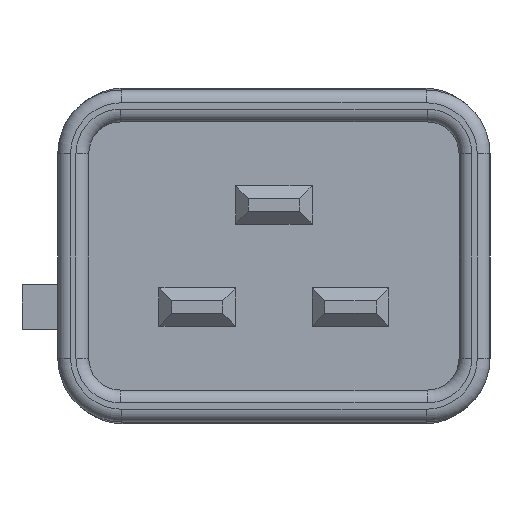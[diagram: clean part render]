
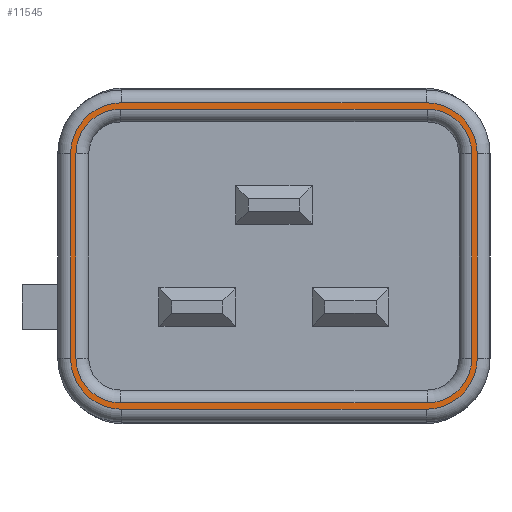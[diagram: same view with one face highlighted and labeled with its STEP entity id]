
A CAD part, left-side view. The second image highlights one B-rep face of the part: STEP entity #11545.
In plain terms, the highlighted planar face has unit normal (-1, 0, 0).
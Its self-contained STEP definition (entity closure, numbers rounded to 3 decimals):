
#6 = DIRECTION ( 'NONE',  ( 1., 0., 0. ) ) ;
#150 = AXIS2_PLACEMENT_3D ( 'NONE', #17305, #11716, #15980 ) ;
#235 = VERTEX_POINT ( 'NONE', #12901 ) ;
#249 = CIRCLE ( 'NONE', #5632, 4. ) ;
#350 = VECTOR ( 'NONE', #1242, 1000. ) ;
#498 = DIRECTION ( 'NONE',  ( 0., 1., 0. ) ) ;
#536 = CARTESIAN_POINT ( 'NONE',  ( 0., -11.5, 12. ) ) ;
#581 = CARTESIAN_POINT ( 'NONE',  ( 0., 8., -15.5 ) ) ;
#598 = LINE ( 'NONE', #6018, #5973 ) ;
#660 = EDGE_LOOP ( 'NONE', ( #10188, #17122, #4197, #6144, #15234, #10635, #3442, #16070 ) ) ;
#1064 = DIRECTION ( 'NONE',  ( 0., 0., -1. ) ) ;
#1098 = DIRECTION ( 'NONE',  ( 0., -1., 0. ) ) ;
#1194 = AXIS2_PLACEMENT_3D ( 'NONE', #1423, #6, #1064 ) ;
#1242 = DIRECTION ( 'NONE',  ( 0., 0., -1. ) ) ;
#1383 = EDGE_CURVE ( 'NONE', #2908, #5593, #2508, .T. ) ;
#1423 = CARTESIAN_POINT ( 'NONE',  ( 0., -8., -12. ) ) ;
#1433 = FACE_BOUND ( 'NONE', #660, .T. ) ;
#1520 = PLANE ( 'NONE',  #13630 ) ;
#1617 = AXIS2_PLACEMENT_3D ( 'NONE', #15119, #13867, #1714 ) ;
#1714 = DIRECTION ( 'NONE',  ( 0., 0., -1. ) ) ;
#1946 = VERTEX_POINT ( 'NONE', #13566 ) ;
#2115 = CIRCLE ( 'NONE', #5829, 4. ) ;
#2170 = DIRECTION ( 'NONE',  ( 0., 0., -1. ) ) ;
#2340 = VERTEX_POINT ( 'NONE', #12310 ) ;
#2344 = CARTESIAN_POINT ( 'NONE',  ( 0., 0., 0. ) ) ;
#2467 = CIRCLE ( 'NONE', #1617, 3.5 ) ;
#2508 = LINE ( 'NONE', #7915, #5648 ) ;
#2599 = CARTESIAN_POINT ( 'NONE',  ( 0., -8., 12. ) ) ;
#2671 = VERTEX_POINT ( 'NONE', #13344 ) ;
#2908 = VERTEX_POINT ( 'NONE', #6262 ) ;
#3034 = CIRCLE ( 'NONE', #7538, 4. ) ;
#3123 = ORIENTED_EDGE ( 'NONE', *, *, #3920, .T. ) ;
#3442 = ORIENTED_EDGE ( 'NONE', *, *, #5037, .T. ) ;
#3754 = EDGE_CURVE ( 'NONE', #3996, #2671, #7240, .T. ) ;
#3797 = AXIS2_PLACEMENT_3D ( 'NONE', #2599, #12279, #6685 ) ;
#3920 = EDGE_CURVE ( 'NONE', #17227, #15681, #7986, .T. ) ;
#3994 = EDGE_CURVE ( 'NONE', #15681, #9607, #3034, .T. ) ;
#3996 = VERTEX_POINT ( 'NONE', #7356 ) ;
#4023 = DIRECTION ( 'NONE',  ( 0., 0., 1. ) ) ;
#4154 = VECTOR ( 'NONE', #16426, 1000. ) ;
#4197 = ORIENTED_EDGE ( 'NONE', *, *, #1383, .T. ) ;
#4295 = EDGE_CURVE ( 'NONE', #2340, #3996, #13288, .T. ) ;
#4320 = EDGE_CURVE ( 'NONE', #8991, #235, #16013, .T. ) ;
#4436 = CARTESIAN_POINT ( 'NONE',  ( 0., 8., 15.5 ) ) ;
#4451 = VECTOR ( 'NONE', #1098, 1000. ) ;
#4814 = DIRECTION ( 'NONE',  ( 0., 0., -1. ) ) ;
#5037 = EDGE_CURVE ( 'NONE', #7365, #9717, #13481, .T. ) ;
#5057 = EDGE_CURVE ( 'NONE', #9717, #5698, #8847, .T. ) ;
#5593 = VERTEX_POINT ( 'NONE', #13911 ) ;
#5632 = AXIS2_PLACEMENT_3D ( 'NONE', #13230, #6502, #4814 ) ;
#5644 = CIRCLE ( 'NONE', #9328, 3.5 ) ;
#5648 = VECTOR ( 'NONE', #4023, 1000. ) ;
#5689 = EDGE_CURVE ( 'NONE', #13982, #2340, #2115, .T. ) ;
#5698 = VERTEX_POINT ( 'NONE', #5796 ) ;
#5796 = CARTESIAN_POINT ( 'NONE',  ( 0., -8., -15.5 ) ) ;
#5829 = AXIS2_PLACEMENT_3D ( 'NONE', #6271, #12755, #2170 ) ;
#5973 = VECTOR ( 'NONE', #10015, 1000. ) ;
#6018 = CARTESIAN_POINT ( 'NONE',  ( 0., 0., 15.925 ) ) ;
#6144 = ORIENTED_EDGE ( 'NONE', *, *, #9731, .T. ) ;
#6262 = CARTESIAN_POINT ( 'NONE',  ( 0., 11.5, -12. ) ) ;
#6271 = CARTESIAN_POINT ( 'NONE',  ( 0., -8., -11.925 ) ) ;
#6346 = DIRECTION ( 'NONE',  ( 0., 0., -1. ) ) ;
#6427 = LINE ( 'NONE', #10608, #7227 ) ;
#6502 = DIRECTION ( 'NONE',  ( -1., 0., 0. ) ) ;
#6685 = DIRECTION ( 'NONE',  ( 0., 0., -1. ) ) ;
#6693 = EDGE_CURVE ( 'NONE', #1946, #2908, #2467, .T. ) ;
#7199 = CIRCLE ( 'NONE', #3797, 3.5 ) ;
#7227 = VECTOR ( 'NONE', #7485, 1000. ) ;
#7240 = CIRCLE ( 'NONE', #150, 4. ) ;
#7327 = LINE ( 'NONE', #581, #14766 ) ;
#7356 = CARTESIAN_POINT ( 'NONE',  ( 0., -12., 11.925 ) ) ;
#7365 = VERTEX_POINT ( 'NONE', #536 ) ;
#7485 = DIRECTION ( 'NONE',  ( 0., -1., 0. ) ) ;
#7538 = AXIS2_PLACEMENT_3D ( 'NONE', #12772, #14176, #9862 ) ;
#7915 = CARTESIAN_POINT ( 'NONE',  ( 0., 11.5, 12. ) ) ;
#7986 = LINE ( 'NONE', #12066, #4154 ) ;
#8051 = DIRECTION ( 'NONE',  ( 0., 0., 1. ) ) ;
#8515 = EDGE_CURVE ( 'NONE', #235, #7365, #7199, .T. ) ;
#8847 = CIRCLE ( 'NONE', #1194, 3.5 ) ;
#8991 = VERTEX_POINT ( 'NONE', #4436 ) ;
#9308 = CARTESIAN_POINT ( 'NONE',  ( 0., -12., 0. ) ) ;
#9328 = AXIS2_PLACEMENT_3D ( 'NONE', #9363, #16369, #17430 ) ;
#9363 = CARTESIAN_POINT ( 'NONE',  ( 0., 8., 12. ) ) ;
#9569 = EDGE_CURVE ( 'NONE', #9607, #13982, #6427, .T. ) ;
#9607 = VERTEX_POINT ( 'NONE', #13250 ) ;
#9717 = VERTEX_POINT ( 'NONE', #14857 ) ;
#9731 = EDGE_CURVE ( 'NONE', #5593, #8991, #5644, .T. ) ;
#9862 = DIRECTION ( 'NONE',  ( 0., 0., -1. ) ) ;
#10015 = DIRECTION ( 'NONE',  ( 0., 1., 0. ) ) ;
#10107 = ORIENTED_EDGE ( 'NONE', *, *, #17262, .T. ) ;
#10188 = ORIENTED_EDGE ( 'NONE', *, *, #11372, .T. ) ;
#10381 = ORIENTED_EDGE ( 'NONE', *, *, #3754, .T. ) ;
#10518 = CARTESIAN_POINT ( 'NONE',  ( 0., -8., 15.5 ) ) ;
#10608 = CARTESIAN_POINT ( 'NONE',  ( 0., 0., -15.925 ) ) ;
#10635 = ORIENTED_EDGE ( 'NONE', *, *, #8515, .T. ) ;
#10753 = CARTESIAN_POINT ( 'NONE',  ( 0., 8., 15.925 ) ) ;
#10827 = ORIENTED_EDGE ( 'NONE', *, *, #11228, .T. ) ;
#10978 = EDGE_LOOP ( 'NONE', ( #3123, #11860, #15536, #13117, #15312, #10381, #10107, #10827 ) ) ;
#11228 = EDGE_CURVE ( 'NONE', #15553, #17227, #249, .T. ) ;
#11372 = EDGE_CURVE ( 'NONE', #5698, #1946, #7327, .T. ) ;
#11545 = ADVANCED_FACE ( 'NONE', ( #1433, #12175 ), #1520, .F. ) ;
#11716 = DIRECTION ( 'NONE',  ( -1., 0., 0. ) ) ;
#11860 = ORIENTED_EDGE ( 'NONE', *, *, #3994, .T. ) ;
#12066 = CARTESIAN_POINT ( 'NONE',  ( 0., 12., 0. ) ) ;
#12175 = FACE_OUTER_BOUND ( 'NONE', #10978, .T. ) ;
#12279 = DIRECTION ( 'NONE',  ( 1., 0., 0. ) ) ;
#12310 = CARTESIAN_POINT ( 'NONE',  ( 0., -12., -11.925 ) ) ;
#12473 = CARTESIAN_POINT ( 'NONE',  ( 0., -8., -15.925 ) ) ;
#12755 = DIRECTION ( 'NONE',  ( -1., 0., 0. ) ) ;
#12772 = CARTESIAN_POINT ( 'NONE',  ( 0., 8., -11.925 ) ) ;
#12901 = CARTESIAN_POINT ( 'NONE',  ( 0., -8., 15.5 ) ) ;
#13117 = ORIENTED_EDGE ( 'NONE', *, *, #5689, .T. ) ;
#13230 = CARTESIAN_POINT ( 'NONE',  ( 0., 8., 11.925 ) ) ;
#13250 = CARTESIAN_POINT ( 'NONE',  ( 0., 8., -15.925 ) ) ;
#13288 = LINE ( 'NONE', #9308, #17477 ) ;
#13344 = CARTESIAN_POINT ( 'NONE',  ( 0., -8., 15.925 ) ) ;
#13481 = LINE ( 'NONE', #13576, #350 ) ;
#13566 = CARTESIAN_POINT ( 'NONE',  ( 0., 8., -15.5 ) ) ;
#13576 = CARTESIAN_POINT ( 'NONE',  ( 0., -11.5, -12. ) ) ;
#13630 = AXIS2_PLACEMENT_3D ( 'NONE', #2344, #15935, #6346 ) ;
#13867 = DIRECTION ( 'NONE',  ( 1., 0., 0. ) ) ;
#13911 = CARTESIAN_POINT ( 'NONE',  ( 0., 11.5, 12. ) ) ;
#13932 = CARTESIAN_POINT ( 'NONE',  ( 0., 12., -11.925 ) ) ;
#13982 = VERTEX_POINT ( 'NONE', #12473 ) ;
#14176 = DIRECTION ( 'NONE',  ( -1., 0., 0. ) ) ;
#14245 = CARTESIAN_POINT ( 'NONE',  ( 0., 12., 11.925 ) ) ;
#14766 = VECTOR ( 'NONE', #498, 1000. ) ;
#14857 = CARTESIAN_POINT ( 'NONE',  ( 0., -11.5, -12. ) ) ;
#15119 = CARTESIAN_POINT ( 'NONE',  ( 0., 8., -12. ) ) ;
#15234 = ORIENTED_EDGE ( 'NONE', *, *, #4320, .T. ) ;
#15312 = ORIENTED_EDGE ( 'NONE', *, *, #4295, .T. ) ;
#15536 = ORIENTED_EDGE ( 'NONE', *, *, #9569, .T. ) ;
#15553 = VERTEX_POINT ( 'NONE', #10753 ) ;
#15681 = VERTEX_POINT ( 'NONE', #13932 ) ;
#15935 = DIRECTION ( 'NONE',  ( 1., 0., 0. ) ) ;
#15980 = DIRECTION ( 'NONE',  ( 0., 0., -1. ) ) ;
#16013 = LINE ( 'NONE', #10518, #4451 ) ;
#16070 = ORIENTED_EDGE ( 'NONE', *, *, #5057, .T. ) ;
#16369 = DIRECTION ( 'NONE',  ( 1., 0., 0. ) ) ;
#16426 = DIRECTION ( 'NONE',  ( 0., 0., -1. ) ) ;
#17122 = ORIENTED_EDGE ( 'NONE', *, *, #6693, .T. ) ;
#17227 = VERTEX_POINT ( 'NONE', #14245 ) ;
#17262 = EDGE_CURVE ( 'NONE', #2671, #15553, #598, .T. ) ;
#17305 = CARTESIAN_POINT ( 'NONE',  ( 0., -8., 11.925 ) ) ;
#17430 = DIRECTION ( 'NONE',  ( 0., 0., -1. ) ) ;
#17477 = VECTOR ( 'NONE', #8051, 1000. ) ;
